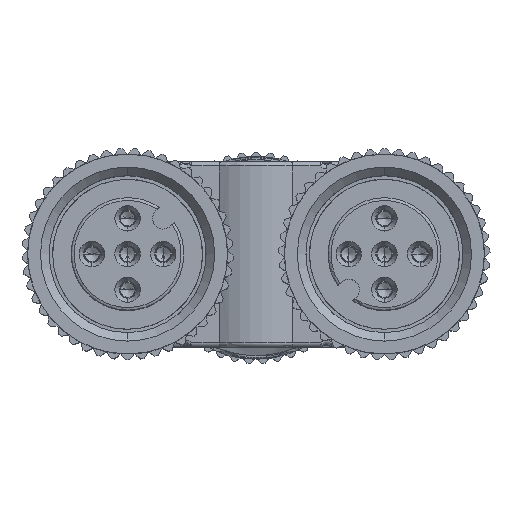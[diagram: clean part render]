
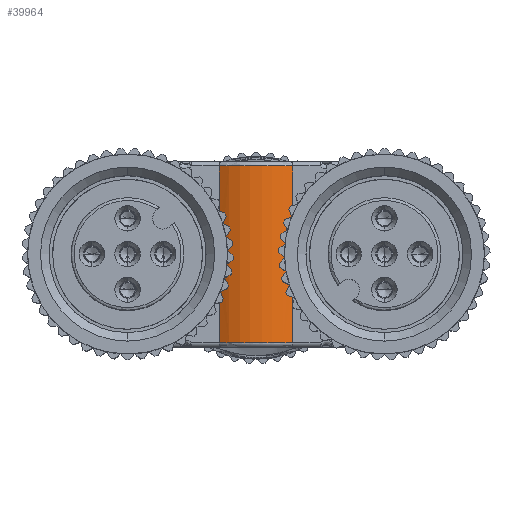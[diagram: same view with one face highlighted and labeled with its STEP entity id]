
A CAD part, top view. The second image highlights one B-rep face of the part: STEP entity #39964.
In plain terms, the highlighted cylindrical face has radius 4.75 mm (diameter 9.5 mm), a partial arc.
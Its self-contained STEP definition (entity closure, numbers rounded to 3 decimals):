
#5969=CARTESIAN_POINT('',(-2.562,2.188,13.3));
#5970=CARTESIAN_POINT('',(-2.562,2.13,13.3));
#5971=CARTESIAN_POINT('',(-2.556,2.006,13.303));
#5972=CARTESIAN_POINT('',(-2.539,1.8,13.314));
#5973=CARTESIAN_POINT('',(-2.516,1.572,13.329));
#5974=CARTESIAN_POINT('',(-2.49,1.322,13.345));
#5975=CARTESIAN_POINT('',(-2.463,1.047,13.361));
#5976=CARTESIAN_POINT('',(-2.439,0.742,
13.376));
#5977=CARTESIAN_POINT('',(-2.421,0.408,
13.387));
#5978=CARTESIAN_POINT('',(-2.412,0.027,
13.392));
#5979=CARTESIAN_POINT('',(-2.419,-0.372,
13.388));
#5980=CARTESIAN_POINT('',(-2.438,-0.732,
13.376));
#5981=CARTESIAN_POINT('',(-2.463,-1.042,
13.362));
#5982=CARTESIAN_POINT('',(-2.49,-1.322,
13.345));
#5983=CARTESIAN_POINT('',(-2.516,-1.572,
13.329));
#5984=CARTESIAN_POINT('',(-2.539,-1.8,
13.314));
#5985=CARTESIAN_POINT('',(-2.556,-2.005,
13.303));
#5986=CARTESIAN_POINT('',(-2.562,-2.13,
13.3));
#5987=CARTESIAN_POINT('',(-2.562,-2.188,
13.3));
#6228=CARTESIAN_POINT('',(2.562,-2.188,13.3));
#6229=CARTESIAN_POINT('',(2.562,-2.13,13.3));
#6230=CARTESIAN_POINT('',(2.556,-2.006,13.303));
#6231=CARTESIAN_POINT('',(2.539,-1.8,13.314));
#6232=CARTESIAN_POINT('',(2.516,-1.572,13.329));
#6233=CARTESIAN_POINT('',(2.49,-1.322,13.345));
#6234=CARTESIAN_POINT('',(2.463,-1.047,13.361));
#6235=CARTESIAN_POINT('',(2.439,-0.742,
13.376));
#6236=CARTESIAN_POINT('',(2.421,-0.408,
13.387));
#6237=CARTESIAN_POINT('',(2.412,-0.027,
13.392));
#6238=CARTESIAN_POINT('',(2.419,0.372,13.388));
#6239=CARTESIAN_POINT('',(2.438,0.732,13.376));
#6240=CARTESIAN_POINT('',(2.463,1.042,13.362));
#6241=CARTESIAN_POINT('',(2.49,1.322,13.345));
#6242=CARTESIAN_POINT('',(2.516,1.572,13.329));
#6243=CARTESIAN_POINT('',(2.539,1.8,13.314));
#6244=CARTESIAN_POINT('',(2.556,2.005,13.303));
#6245=CARTESIAN_POINT('',(2.562,2.13,13.3));
#6246=CARTESIAN_POINT('',(2.562,2.188,13.3));
#8803=CARTESIAN_POINT('',(0.,-6.2,9.3));
#8804=DIRECTION('',(0.,1.,0.));
#8805=DIRECTION('',(-0.539,0.,0.842));
#8806=AXIS2_PLACEMENT_3D('',#8803,#8804,#8805);
#8821=DIRECTION('',(0.,1.,0.));
#8822=VECTOR('',#8821,4.012);
#8823=CARTESIAN_POINT('',(-2.562,-6.2,
13.3));
#8824=LINE('',#8823,#8822);
#8825=DIRECTION('',(0.,1.,0.));
#8826=VECTOR('',#8825,4.012);
#8827=CARTESIAN_POINT('',(-2.562,2.188,13.3));
#8828=LINE('',#8827,#8826);
#8829=DIRECTION('',(0.,-1.,0.));
#8830=VECTOR('',#8829,4.012);
#8831=CARTESIAN_POINT('',(2.562,6.2,13.3));
#8832=LINE('',#8831,#8830);
#8833=DIRECTION('',(0.,-1.,0.));
#8834=VECTOR('',#8833,4.012);
#8835=CARTESIAN_POINT('',(2.562,-2.188,13.3));
#8836=LINE('',#8835,#8834);
#9072=CARTESIAN_POINT('',(0.,6.2,9.3));
#9073=DIRECTION('',(0.,-1.,0.));
#9074=DIRECTION('',(0.539,0.,0.842));
#9075=AXIS2_PLACEMENT_3D('',#9072,#9073,#9074);
#18442=CARTESIAN_POINT('',(2.562,-2.188,13.3));
#18443=VERTEX_POINT('',#18442);
#18444=VERTEX_POINT('',#6246);
#18449=CARTESIAN_POINT('',(2.562,-6.2,
13.3));
#18450=VERTEX_POINT('',#18449);
#18493=CARTESIAN_POINT('',(-2.562,-2.188,13.3));
#18494=VERTEX_POINT('',#18493);
#18495=CARTESIAN_POINT('',(-2.562,-6.2,
13.3));
#18496=VERTEX_POINT('',#18495);
#18500=CARTESIAN_POINT('',(-2.562,2.188,13.3));
#18501=VERTEX_POINT('',#18500);
#18568=CARTESIAN_POINT('',(2.562,6.2,13.3));
#18569=VERTEX_POINT('',#18568);
#18571=CARTESIAN_POINT('',(-2.562,6.2,
13.3));
#18572=VERTEX_POINT('',#18571);
#39946=CARTESIAN_POINT('',(0.,-6.448,9.3));
#39947=DIRECTION('',(0.,1.,0.));
#39948=DIRECTION('',(1.,0.,0.));
#39949=AXIS2_PLACEMENT_3D('',#39946,#39947,#39948);
#39950=CYLINDRICAL_SURFACE('',#39949,4.75);
#39951=ORIENTED_EDGE('',*,*,#34471,.T.);
#39952=ORIENTED_EDGE('',*,*,#34668,.F.);
#39954=ORIENTED_EDGE('',*,*,#39953,.T.);
#39956=ORIENTED_EDGE('',*,*,#39955,.F.);
#39957=ORIENTED_EDGE('',*,*,#34912,.T.);
#39958=ORIENTED_EDGE('',*,*,#35023,.F.);
#39960=ORIENTED_EDGE('',*,*,#39959,.T.);
#39961=ORIENTED_EDGE('',*,*,#39930,.F.);
#39962=EDGE_LOOP('',(#39951,#39952,#39954,#39956,#39957,#39958,#39960,#39961));
#39963=FACE_OUTER_BOUND('',#39962,.F.);
#39964=ADVANCED_FACE('',(#39963),#39950,.T.);
#5988=B_SPLINE_CURVE_WITH_KNOTS('',3,(#5969,#5970,#5971,#5972,#5973,#5974,#5975,
#5976,#5977,#5978,#5979,#5980,#5981,#5982,#5983,#5984,#5985,#5986,#5987),
.UNSPECIFIED.,.F.,.F.,(4,1,1,1,1,1,1,1,1,1,1,1,1,1,1,1,4),(0.,0.063,0.125,
0.188,0.25,0.313,0.375,0.438,0.5,0.563,0.625,0.688,
0.75,0.813,0.875,0.938,1.),.UNSPECIFIED.);
#6247=B_SPLINE_CURVE_WITH_KNOTS('',3,(#6228,#6229,#6230,#6231,#6232,#6233,#6234,
#6235,#6236,#6237,#6238,#6239,#6240,#6241,#6242,#6243,#6244,#6245,#6246),
.UNSPECIFIED.,.F.,.F.,(4,1,1,1,1,1,1,1,1,1,1,1,1,1,1,1,4),(0.,0.063,0.125,
0.188,0.25,0.313,0.375,0.438,0.5,0.563,0.625,0.688,
0.75,0.813,0.875,0.938,1.),.UNSPECIFIED.);
#8807=CIRCLE('',#8806,4.75);
#9076=CIRCLE('',#9075,4.75);
#34471=EDGE_CURVE('',#18496,#18494,#8824,.T.);
#34668=EDGE_CURVE('',#18501,#18494,#5988,.T.);
#34912=EDGE_CURVE('',#18569,#18444,#8832,.T.);
#35023=EDGE_CURVE('',#18443,#18444,#6247,.T.);
#39930=EDGE_CURVE('',#18496,#18450,#8807,.T.);
#39953=EDGE_CURVE('',#18501,#18572,#8828,.T.);
#39955=EDGE_CURVE('',#18569,#18572,#9076,.T.);
#39959=EDGE_CURVE('',#18443,#18450,#8836,.T.);
